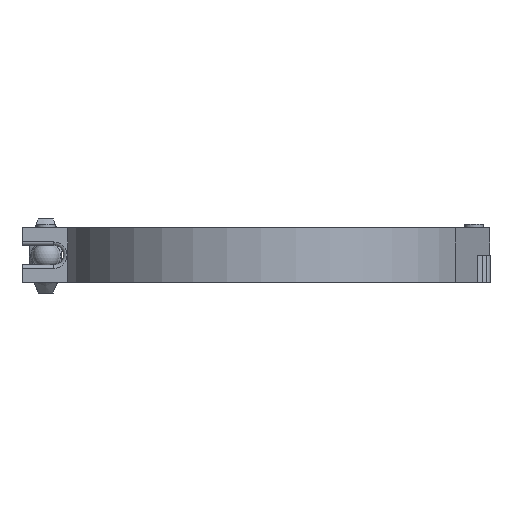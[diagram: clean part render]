
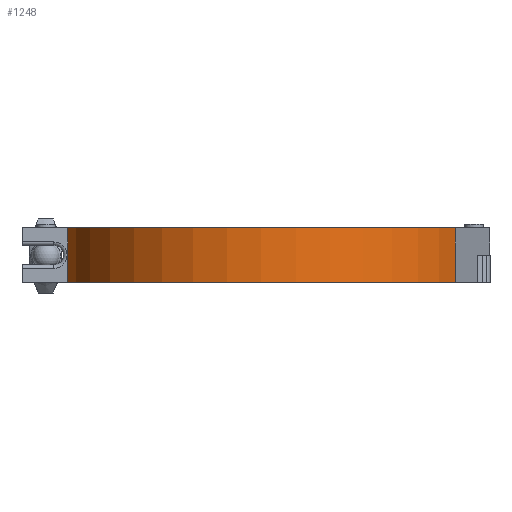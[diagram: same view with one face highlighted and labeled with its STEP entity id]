
A CAD part, front view. The second image highlights one B-rep face of the part: STEP entity #1248.
In plain terms, the highlighted cylindrical face has radius 87.06 mm (diameter 174.12 mm), a partial arc.
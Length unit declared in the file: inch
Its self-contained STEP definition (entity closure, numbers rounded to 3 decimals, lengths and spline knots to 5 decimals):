
#193=FACE_OUTER_BOUND('',#274,.T.);
#274=EDGE_LOOP('',(#1076,#1077,#1078,#1079));
#389=LINE('',#2173,#474);
#392=LINE('',#2186,#477);
#474=VECTOR('',#1683,0.92);
#477=VECTOR('',#1700,0.92);
#528=CIRCLE('',#1369,3.42757);
#531=CIRCLE('',#1379,3.42757);
#632=VERTEX_POINT('',#2157);
#633=VERTEX_POINT('',#2159);
#637=VERTEX_POINT('',#2171);
#640=VERTEX_POINT('',#2184);
#788=EDGE_CURVE('',#632,#633,#528,.T.);
#795=EDGE_CURVE('',#632,#637,#389,.T.);
#799=EDGE_CURVE('',#637,#640,#531,.T.);
#800=EDGE_CURVE('',#633,#640,#392,.T.);
#1076=ORIENTED_EDGE('',*,*,#799,.T.);
#1077=ORIENTED_EDGE('',*,*,#800,.F.);
#1078=ORIENTED_EDGE('',*,*,#788,.F.);
#1079=ORIENTED_EDGE('',*,*,#795,.T.);
#1189=CYLINDRICAL_SURFACE('',#1378,3.42757);
#1248=ADVANCED_FACE('',(#193),#1189,.T.);
#1369=AXIS2_PLACEMENT_3D('',#2160,#1670,#1671);
#1378=AXIS2_PLACEMENT_3D('',#2183,#1696,#1697);
#1379=AXIS2_PLACEMENT_3D('',#2185,#1698,#1699);
#1670=DIRECTION('center_axis',(0.,0.,-1.));
#1671=DIRECTION('ref_axis',(-0.922,-0.388,0.));
#1683=DIRECTION('',(0.,0.,1.));
#1696=DIRECTION('center_axis',(0.,0.,1.));
#1697=DIRECTION('ref_axis',(-0.922,-0.388,0.));
#1698=DIRECTION('center_axis',(0.,0.,-1.));
#1699=DIRECTION('ref_axis',(-0.922,-0.388,0.));
#1700=DIRECTION('',(0.,0.,1.));
#2157=CARTESIAN_POINT('',(0.775,0.375,0.));
#2159=CARTESIAN_POINT('',(7.31954,1.17348,0.));
#2160=CARTESIAN_POINT('Origin',(4.16095,-0.1575,0.));
#2171=CARTESIAN_POINT('',(0.775,0.375,0.92));
#2173=CARTESIAN_POINT('',(0.775,0.375,0.));
#2183=CARTESIAN_POINT('Origin',(4.16095,-0.1575,0.));
#2184=CARTESIAN_POINT('',(7.31954,1.17348,0.92));
#2185=CARTESIAN_POINT('Origin',(4.16095,-0.1575,0.92));
#2186=CARTESIAN_POINT('',(7.31954,1.17348,0.));
